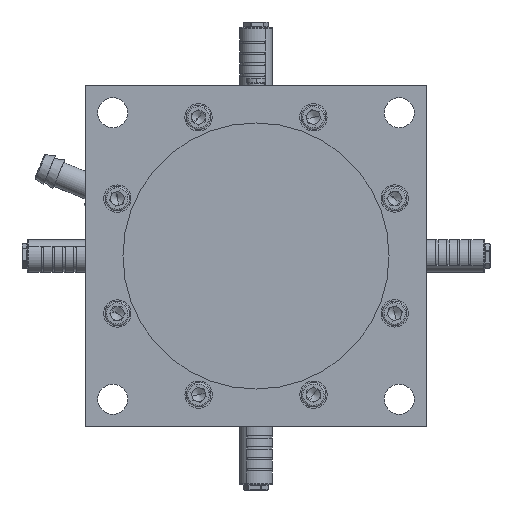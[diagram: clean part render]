
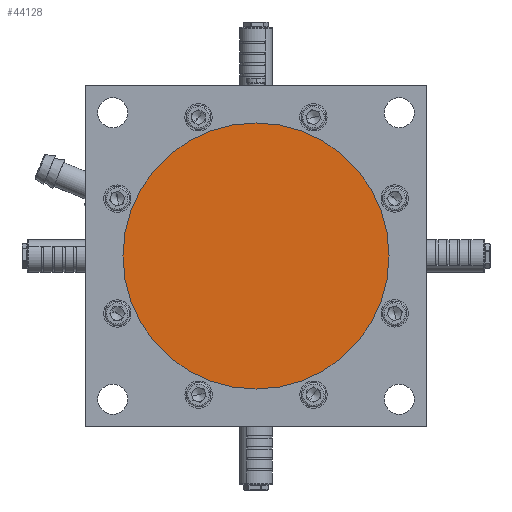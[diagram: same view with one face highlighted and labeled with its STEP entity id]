
A CAD part, front view. The second image highlights one B-rep face of the part: STEP entity #44128.
In plain terms, the highlighted planar face has unit normal (0, -1, 0).
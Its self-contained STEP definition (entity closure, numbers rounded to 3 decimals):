
#837 = CARTESIAN_POINT ( 'NONE',  ( 0., 1., 0. ) ) ;
#1086 = EDGE_LOOP ( 'NONE', ( #18509, #34718 ) ) ;
#1833 = CIRCLE ( 'NONE', #22875, 97.5 ) ;
#5309 = PLANE ( 'NONE',  #32515 ) ;
#10531 = EDGE_CURVE ( 'NONE', #30056, #52493, #1833, .T. ) ;
#15398 = CARTESIAN_POINT ( 'NONE',  ( 0., 1., 0. ) ) ;
#18509 = ORIENTED_EDGE ( 'NONE', *, *, #10531, .T. ) ;
#22524 = CARTESIAN_POINT ( 'NONE',  ( 0., 1., 0. ) ) ;
#22875 = AXIS2_PLACEMENT_3D ( 'NONE', #15398, #44145, #49987 ) ;
#25637 = EDGE_CURVE ( 'NONE', #52493, #30056, #65173, .T. ) ;
#30056 = VERTEX_POINT ( 'NONE', #69088 ) ;
#32515 = AXIS2_PLACEMENT_3D ( 'NONE', #22524, #63424, #63164 ) ;
#33775 = FACE_OUTER_BOUND ( 'NONE', #1086, .T. ) ;
#34718 = ORIENTED_EDGE ( 'NONE', *, *, #25637, .T. ) ;
#35680 = DIRECTION ( 'NONE',  ( 0., -1., 0. ) ) ;
#44128 = ADVANCED_FACE ( 'NONE', ( #33775 ), #5309, .T. ) ;
#44145 = DIRECTION ( 'NONE',  ( 0., -1., 0. ) ) ;
#46523 = DIRECTION ( 'NONE',  ( 0., 0., 1. ) ) ;
#49987 = DIRECTION ( 'NONE',  ( 0., 0., 1. ) ) ;
#52493 = VERTEX_POINT ( 'NONE', #72251 ) ;
#63164 = DIRECTION ( 'NONE',  ( 0., 0., 1. ) ) ;
#63424 = DIRECTION ( 'NONE',  ( 0., -1., 0. ) ) ;
#65173 = CIRCLE ( 'NONE', #65865, 97.5 ) ;
#65865 = AXIS2_PLACEMENT_3D ( 'NONE', #837, #35680, #46523 ) ;
#69088 = CARTESIAN_POINT ( 'NONE',  ( 0., 1., 97.5 ) ) ;
#72251 = CARTESIAN_POINT ( 'NONE',  ( 0., 1., -97.5 ) ) ;
